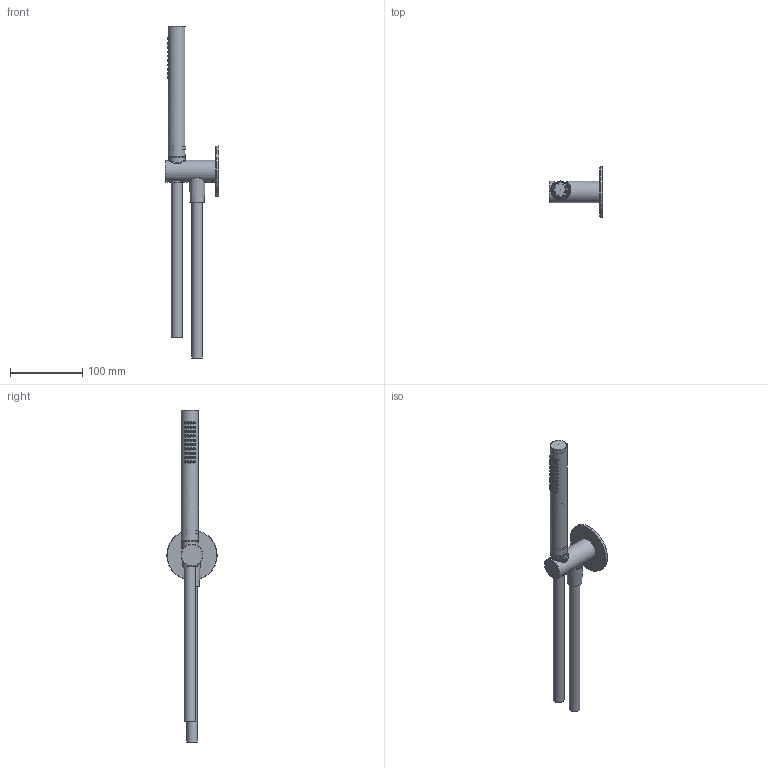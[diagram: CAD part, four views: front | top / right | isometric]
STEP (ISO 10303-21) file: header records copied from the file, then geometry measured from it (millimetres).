
FILE_DESCRIPTION(/* description */ ('Unknown'),/* implementation_level */ '2;1');
FILE_NAME(/* name */ 'AC440-00',/* time_stamp */ '2023-11-06T10:51:30+01:00',/* author */ ('Unknown'),/* organization */ ('Unknown'),/* preprocessor_version */ 'ST-DEVELOPER v18.102',/* originating_system */ 'Solid Edge',/* authorisation */ 'Unknown');
FILE_SCHEMA (('AUTOMOTIVE_DESIGN {1 0 10303 214 3 1 1}'));
Length unit declared in the file: millimetre
Products named in the file (16): AC440-00; AC515-00_oa_0; AC515-01; AC514-05; CB077-02; AC515-03; B077-05; AC514-04; AC514-001_oa_1; AC452-02; M015-001; M354-00_oa_2; C101014_02100ZZ; A133037_13400ZZ; A089014_00101ZZ; A064038_12900ZZ
Assembly tree (17 placements, depth 4):
  AC440-00
    AC515-00_oa_0
      AC515-01
      AC514-05  x2
      CB077-02
      AC515-03
      B077-05
      AC514-04
      AC514-001_oa_1
        AC452-02
    M015-001  x2
    M354-00_oa_2
      C101014_02100ZZ
      A133037_13400ZZ
      A089014_00101ZZ
      A064038_12900ZZ
Bounding box: 74 x 69.69 x 459.35 mm (x, y, z)
Volume: 176891 mm3; surface area: 102874.6 mm2
Topology: 14 solids, 14 shells, 1250 faces, 3302 edges, 2123 vertices
Faces by surface type: plane 324, cylinder 313, bspline 313, torus 138, cone 137, sphere 25
Full cylindrical faces by diameter (mm): 3.2 x40, 6 x1, 8 x2, 11 x1, 11.65 x1, 12.5 x1, 14 x1, 15 x2, 16.5 x2, 18 x1, 18.8 x2, 20.8 x4, 21.166 x1, 21.5 x1, 21.6 x2, 21.8 x2, 22 x2, 23 x2, 23.2 x1, 23.6 x1, 24 x1, 30 x1
Entity records: 54665 total; most frequent: CARTESIAN_POINT 28294, ORIENTED_EDGE 5646, DIRECTION 4471, EDGE_CURVE 2823, VERTEX_POINT 1904, AXIS2_PLACEMENT_3D 1827, FACE_BOUND 1673, EDGE_LOOP 1670
